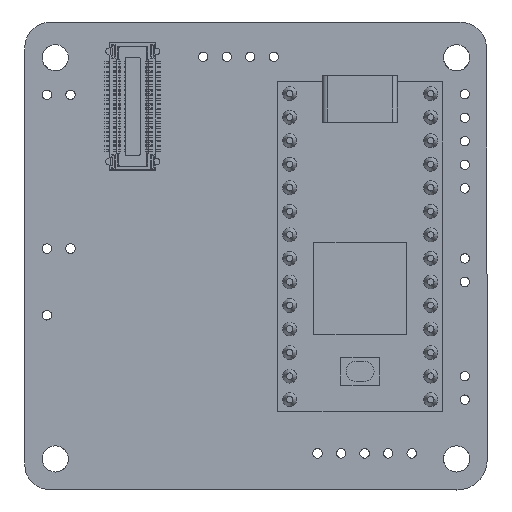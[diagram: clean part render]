
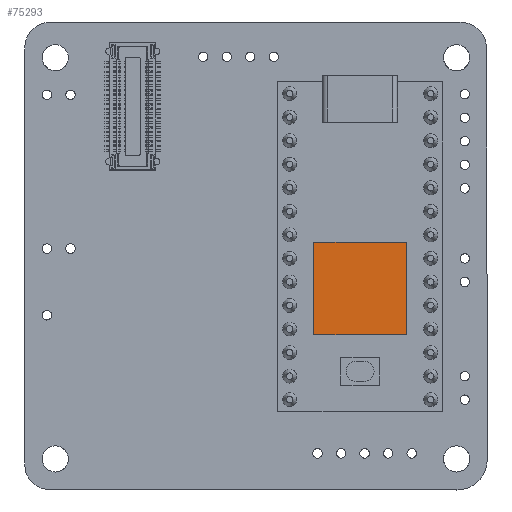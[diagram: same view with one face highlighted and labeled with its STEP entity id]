
A CAD part, top view. The second image highlights one B-rep face of the part: STEP entity #75293.
In plain terms, the highlighted planar face has unit normal (0, 0, 1).
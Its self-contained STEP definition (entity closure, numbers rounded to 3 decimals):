
#75203 = VERTEX_POINT('',#75204);
#75204 = CARTESIAN_POINT('',(0.5,5.,3.3));
#75210 = EDGE_CURVE('',#75211,#75203,#75213,.T.);
#75211 = VERTEX_POINT('',#75212);
#75212 = CARTESIAN_POINT('',(0.5,-5.,3.3));
#75213 = LINE('',#75214,#75215);
#75214 = CARTESIAN_POINT('',(0.5,-5.,3.3));
#75215 = VECTOR('',#75216,1.);
#75216 = DIRECTION('',(0.,1.,0.));
#75234 = VERTEX_POINT('',#75235);
#75235 = CARTESIAN_POINT('',(-9.5,5.,3.3));
#75241 = EDGE_CURVE('',#75203,#75234,#75242,.T.);
#75242 = LINE('',#75243,#75244);
#75243 = CARTESIAN_POINT('',(0.5,5.,3.3));
#75244 = VECTOR('',#75245,1.);
#75245 = DIRECTION('',(-1.,0.,0.));
#75258 = VERTEX_POINT('',#75259);
#75259 = CARTESIAN_POINT('',(-9.5,-5.,3.3));
#75265 = EDGE_CURVE('',#75234,#75258,#75266,.T.);
#75266 = LINE('',#75267,#75268);
#75267 = CARTESIAN_POINT('',(-9.5,-5.,3.3));
#75268 = VECTOR('',#75269,1.);
#75269 = DIRECTION('',(0.,-1.,0.));
#75282 = EDGE_CURVE('',#75258,#75211,#75283,.T.);
#75283 = LINE('',#75284,#75285);
#75284 = CARTESIAN_POINT('',(0.5,-5.,3.3));
#75285 = VECTOR('',#75286,1.);
#75286 = DIRECTION('',(1.,0.,0.));
#75293 = ADVANCED_FACE('',(#75294),#75300,.T.);
#75294 = FACE_BOUND('',#75295,.T.);
#75295 = EDGE_LOOP('',(#75296,#75297,#75298,#75299));
#75296 = ORIENTED_EDGE('',*,*,#75210,.T.);
#75297 = ORIENTED_EDGE('',*,*,#75241,.T.);
#75298 = ORIENTED_EDGE('',*,*,#75265,.T.);
#75299 = ORIENTED_EDGE('',*,*,#75282,.T.);
#75300 = PLANE('',#75301);
#75301 = AXIS2_PLACEMENT_3D('',#75302,#75303,#75304);
#75302 = CARTESIAN_POINT('',(0.,0.,3.3));
#75303 = DIRECTION('',(0.,0.,1.));
#75304 = DIRECTION('',(1.,0.,0.));
